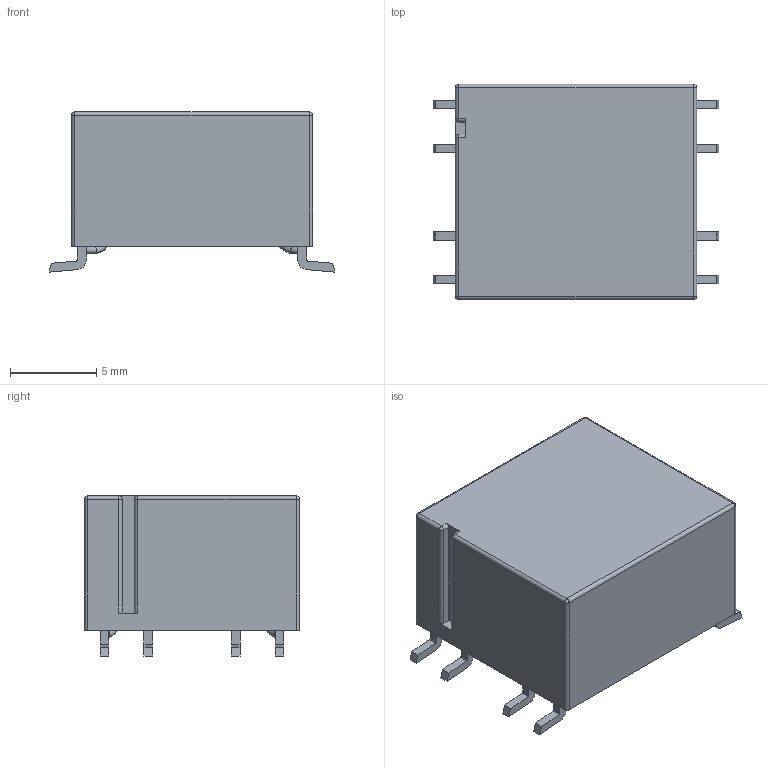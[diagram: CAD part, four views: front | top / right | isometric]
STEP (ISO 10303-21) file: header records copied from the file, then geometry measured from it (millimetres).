
FILE_DESCRIPTION(/* description */ ('Unknown'),/* implementation_level */ '2;1');
FILE_NAME(/* name */ 'L_Wurth_WE-UCF-SECTIONAL',/* time_stamp */ '2025-06-17T17:15:30+08:00',/* author */ ('Unknown'),/* organization */ ('Unknown'),/* preprocessor_version */ 'ST-DEVELOPER v19.4',/* originating_system */ 'Solid Edge',/* authorisation */ 'Unknown');
FILE_SCHEMA (('AUTOMOTIVE_DESIGN {1 0 10303 214 3 1 1}'));
Length unit declared in the file: millimetre
Products named in the file (2): L_Wurth_WE-UCF-SECTIONAL
Assembly tree (1 placements, depth 2):
  L_Wurth_WE-UCF-SECTIONAL
    L_Wurth_WE-UCF-SECTIONAL
Bounding box: 16.6 x 12.5 x 9.3 mm (x, y, z)
Volume: 670.9 mm3; surface area: 1534.7 mm2
Topology: 2 solids, 2 shells, 246 faces, 578 edges, 331 vertices
Faces by surface type: cylinder 91, plane 77, torus 52, sphere 14, bspline 12
Full cylindrical faces by diameter (mm): 0.4 x28, 5 x1, 9 x1
Entity records: 10385 total; most frequent: CARTESIAN_POINT 3319, DIRECTION 1197, ORIENTED_EDGE 978, EDGE_CURVE 489, AXIS2_PLACEMENT_3D 472, EDGE_LOOP 331, FACE_BOUND 331, VERTEX_POINT 326
